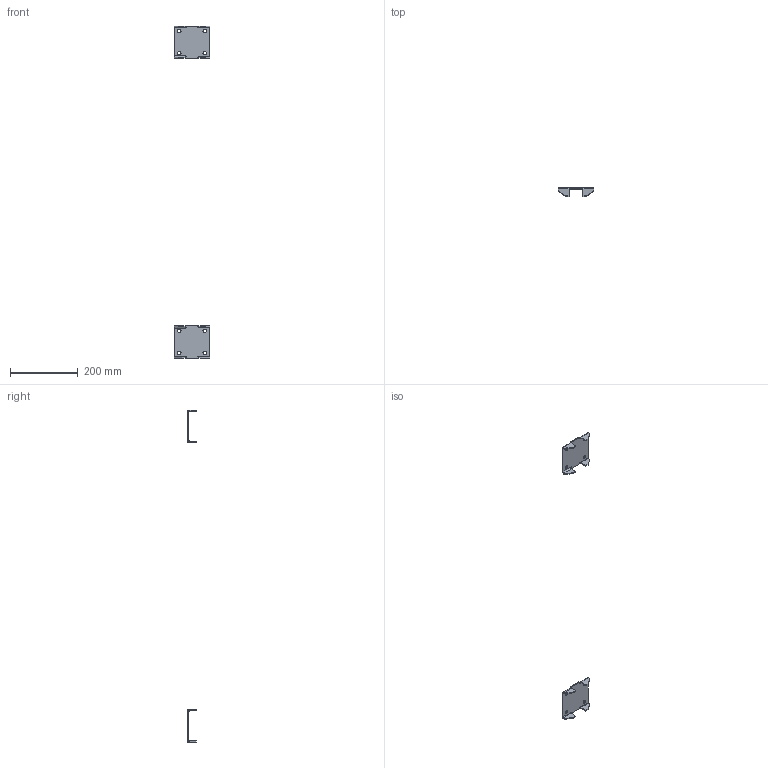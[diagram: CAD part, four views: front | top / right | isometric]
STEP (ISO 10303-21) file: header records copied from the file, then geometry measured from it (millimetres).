
FILE_DESCRIPTION(/* description */ (''),/* implementation_level */ '2;1');
FILE_NAME(/* name */ 'ASM0009_ASM.stp',/* time_stamp */ '2016-06-02T11:14:58+02:00',/* author */ (''),/* organization */ (''),/* preprocessor_version */ 'ST-DEVELOPER v16.5',/* originating_system */ 'Autodesk Translation Framework v5.0.0.3310',/* authorisation */ '');
FILE_SCHEMA (('AUTOMOTIVE_DESIGN { 1 0 10303 214 3 1 1 }'));
Length unit declared in the file: centimetre
Products named in the file (3): ASM0009_ASM; MANIFOLD_SOLID_BREP_8942; MANIFOLD_SOLID_BREP_11070
Assembly tree (2 placements, depth 2):
  ASM0009_ASM
    MANIFOLD_SOLID_BREP_8942
    MANIFOLD_SOLID_BREP_11070
Bounding box: 105 x 25 x 979 mm (x, y, z)
Volume: 69283.8 mm3; surface area: 50298.1 mm2
Topology: 2 solids, 2 shells, 126 faces, 302 edges, 180 vertices
Faces by surface type: plane 86, cylinder 32, bspline 8
Full cylindrical faces by diameter (mm): 10.15 x8
Entity records: 3989 total; most frequent: CARTESIAN_POINT 1033, DIRECTION 592, ORIENTED_EDGE 588, EDGE_CURVE 294, LINE 210, VECTOR 210, AXIS2_PLACEMENT_3D 191, VERTEX_POINT 180
